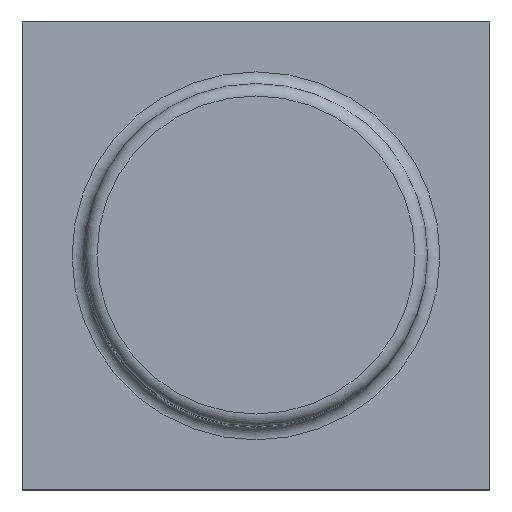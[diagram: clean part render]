
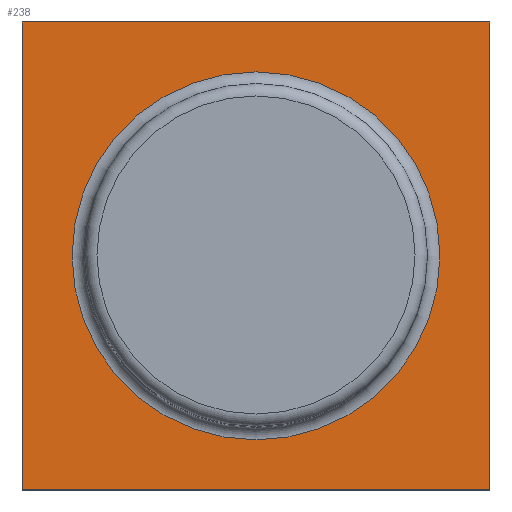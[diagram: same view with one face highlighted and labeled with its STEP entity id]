
A CAD part, top view. The second image highlights one B-rep face of the part: STEP entity #238.
In plain terms, the highlighted planar face has unit normal (0, 0, 1).
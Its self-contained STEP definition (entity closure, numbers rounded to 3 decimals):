
#20=FACE_BOUND('',#101,.T.);
#22=LINE('',#373,#47);
#23=LINE('',#375,#48);
#24=LINE('',#377,#49);
#25=LINE('',#378,#50);
#47=VECTOR('',#303,10.);
#48=VECTOR('',#304,10.);
#49=VECTOR('',#305,10.);
#50=VECTOR('',#306,10.);
#72=PLANE('',#271);
#85=FACE_OUTER_BOUND('',#100,.T.);
#100=EDGE_LOOP('',(#177,#178,#179,#180));
#101=EDGE_LOOP('',(#181));
#116=CIRCLE('',#268,2.95);
#122=VERTEX_POINT('',#365);
#124=VERTEX_POINT('',#371);
#125=VERTEX_POINT('',#372);
#126=VERTEX_POINT('',#374);
#127=VERTEX_POINT('',#376);
#142=EDGE_CURVE('',#122,#122,#116,.T.);
#145=EDGE_CURVE('',#124,#125,#22,.T.);
#146=EDGE_CURVE('',#126,#124,#23,.T.);
#147=EDGE_CURVE('',#127,#126,#24,.T.);
#148=EDGE_CURVE('',#125,#127,#25,.T.);
#177=ORIENTED_EDGE('',*,*,#145,.F.);
#178=ORIENTED_EDGE('',*,*,#146,.F.);
#179=ORIENTED_EDGE('',*,*,#147,.F.);
#180=ORIENTED_EDGE('',*,*,#148,.F.);
#181=ORIENTED_EDGE('',*,*,#142,.F.);
#238=ADVANCED_FACE('',(#85,#20),#72,.T.);
#268=AXIS2_PLACEMENT_3D('',#366,#295,#296);
#271=AXIS2_PLACEMENT_3D('',#370,#301,#302);
#295=DIRECTION('center_axis',(0.,0.,1.));
#296=DIRECTION('ref_axis',(1.,0.,0.));
#301=DIRECTION('center_axis',(0.,0.,1.));
#302=DIRECTION('ref_axis',(1.,0.,0.));
#303=DIRECTION('',(-1.,0.,0.));
#304=DIRECTION('',(0.,-1.,0.));
#305=DIRECTION('',(1.,0.,0.));
#306=DIRECTION('',(0.,1.,0.));
#365=CARTESIAN_POINT('',(-2.95,0.,8.2));
#366=CARTESIAN_POINT('Origin',(0.,0.,8.2));
#370=CARTESIAN_POINT('Origin',(0.,0.,8.2));
#371=CARTESIAN_POINT('',(3.75,-3.75,8.2));
#372=CARTESIAN_POINT('',(-3.75,-3.75,8.2));
#373=CARTESIAN_POINT('',(1.75,-3.75,8.2));
#374=CARTESIAN_POINT('',(3.75,3.75,8.2));
#375=CARTESIAN_POINT('',(3.75,1.75,8.2));
#376=CARTESIAN_POINT('',(-3.75,3.75,8.2));
#377=CARTESIAN_POINT('',(-1.75,3.75,8.2));
#378=CARTESIAN_POINT('',(-3.75,-1.75,8.2));
